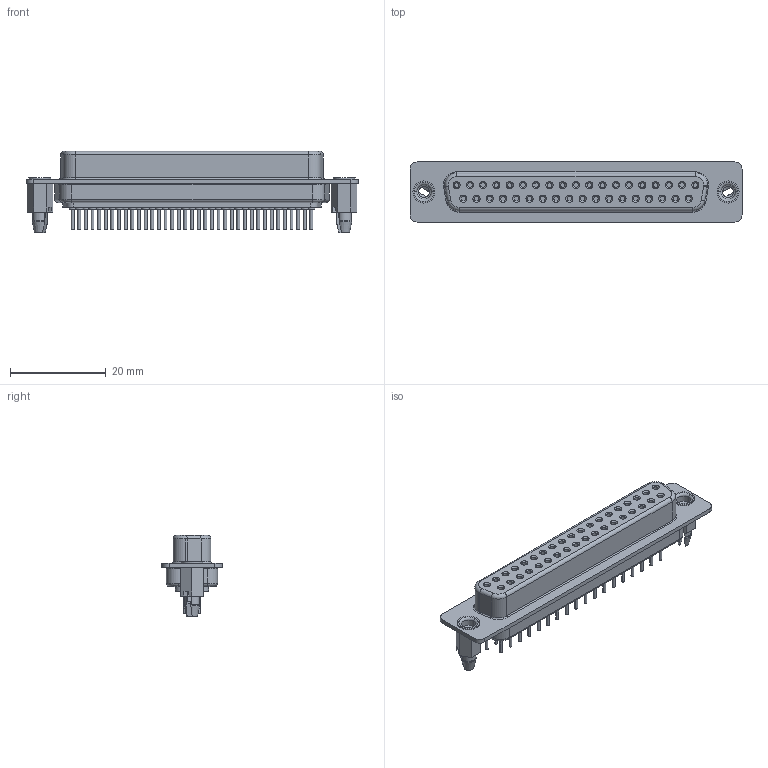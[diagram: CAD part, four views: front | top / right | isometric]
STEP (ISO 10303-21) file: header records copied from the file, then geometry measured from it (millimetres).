
FILE_DESCRIPTION (( 'STEP AP214' ), '1' );
FILE_NAME ('K85X-CD-37S-BR_rA3.STEP', '2013-03-22T19:03:20', ( 'Daniel' ), ( 'Microsoft' ), 'SwSTEP 2.0', 'SolidWorks 2012', '' );
FILE_SCHEMA (( 'AUTOMOTIVE_DESIGN' ));
Length unit declared in the file: millimetre
Products named in the file (1): K85X-CD-37S-BR_rA3
Bounding box: 69.32 x 12.55 x 17 mm (x, y, z)
Volume: 6069.5 mm3; surface area: 4514.3 mm2
Topology: 1 solids, 1 shells, 559 faces, 1202 edges, 761 vertices
Faces by surface type: cylinder 281, plane 166, cone 88, torus 24
Entity records: 17583 total; most frequent: DIRECTION 2991, CARTESIAN_POINT 2605, ORIENTED_EDGE 2404, AXIS2_PLACEMENT_3D 1243, EDGE_CURVE 1202, VERTEX_POINT 761, CIRCLE 683, EDGE_LOOP 679
